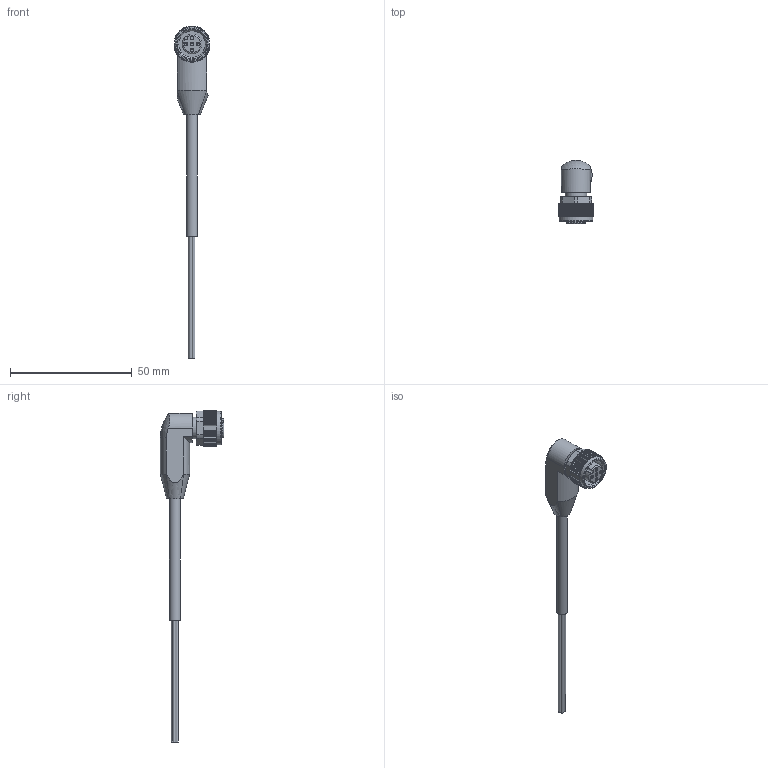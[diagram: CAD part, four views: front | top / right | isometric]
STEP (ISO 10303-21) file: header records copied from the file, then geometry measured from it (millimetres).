
FILE_DESCRIPTION(/* description */ ('STEP AP214'),/* implementation_level */ '2;1');
FILE_NAME(/* name */ '8078248_NEBA-M12W5-U-2_5-N-LE4',/* time_stamp */ '2024-09-11T22:03:58+02:00',/* author */ ('License CC BY-ND 4.0'),/* organization */ ('CADENAS'),/* preprocessor_version */ 'ST-DEVELOPER v19.3',/* originating_system */ 'PARTsolutions',/* authorisation */ ' ');
FILE_SCHEMA (('AUTOMOTIVE_DESIGN {1 0 10303 214 3 1 1}'));
Length unit declared in the file: millimetre
Products named in the file (2): 8078248 NEBA-M12W5-U-2.5-N-LE4---(21400p); 8159593 NEBA-M12W5-X5---(24400)
Assembly tree (1 placements, depth 2):
  8078248 NEBA-M12W5-U-2.5-N-LE4---(21400p)
    8159593 NEBA-M12W5-X5---(24400)
Bounding box: 14.62 x 26 x 136.44 mm (x, y, z)
Volume: 6200.7 mm3; surface area: 4412.4 mm2
Topology: 1 solids, 1 shells, 449 faces, 1273 edges, 841 vertices
Faces by surface type: cylinder 210, plane 124, torus 104, cone 7, bspline 4
Full cylindrical faces by diameter (mm): 1.15 x9, 1.5 x5, 4.5 x1, 8.05 x1, 8.85 x1, 10.917 x1, 12.3 x1, 13.8 x1
Entity records: 18075 total; most frequent: CARTESIAN_POINT 3782, ORIENTED_EDGE 2482, DIRECTION 2113, EDGE_CURVE 1241, VERTEX_POINT 838, AXIS2_PLACEMENT_3D 810, LINE 493, VECTOR 493
